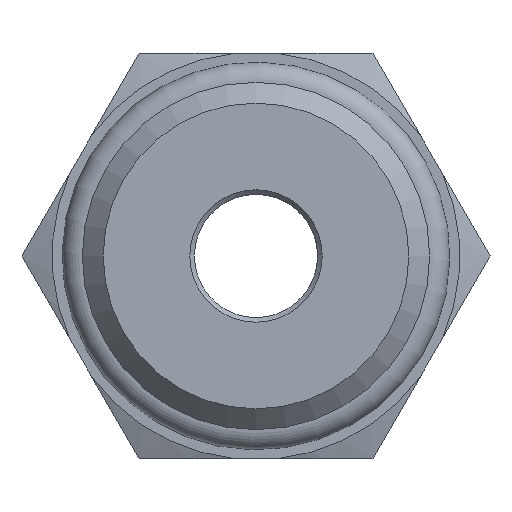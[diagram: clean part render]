
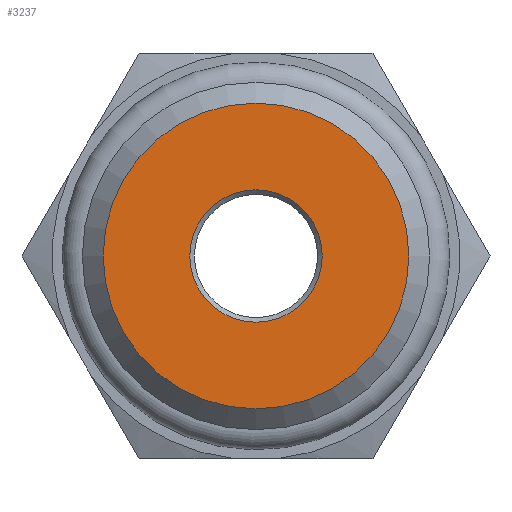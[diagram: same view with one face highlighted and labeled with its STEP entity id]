
A CAD part, left-side view. The second image highlights one B-rep face of the part: STEP entity #3237.
In plain terms, the highlighted face is planar.
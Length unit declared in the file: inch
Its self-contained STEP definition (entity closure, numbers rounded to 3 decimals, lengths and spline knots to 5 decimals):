
#3186=CARTESIAN_POINT('',(0.551,0.143,0.));
#3187=VERTEX_POINT('',#3186);
#3188=CARTESIAN_POINT('',(0.551,0.,0.));
#3189=DIRECTION('',(1.0,0.0,0.0));
#3190=DIRECTION('',(0.0,-1.0,0.0));
#3191=AXIS2_PLACEMENT_3D('',#3188,#3189,#3190);
#3192=CIRCLE('',#3191,0.143);
#3193=EDGE_CURVE('',#3187,#3187,#3192,.T.);
#3218=CARTESIAN_POINT('',(0.551,0.,0.));
#3219=DIRECTION('',(-1.0,0.0,0.0));
#3220=DIRECTION('',(0.0,0.0,1.0));
#3221=AXIS2_PLACEMENT_3D('',#3218,#3219,#3220);
#3222=PLANE('',#3221);
#3223=CARTESIAN_POINT('',(0.551,0.,-0.33));
#3224=VERTEX_POINT('',#3223);
#3225=CARTESIAN_POINT('',(0.551,0.,0.));
#3226=DIRECTION('',(-1.0,0.0,0.0));
#3227=DIRECTION('',(0.0,0.0,1.0));
#3228=AXIS2_PLACEMENT_3D('',#3225,#3226,#3227);
#3229=CIRCLE('',#3228,0.33);
#3230=EDGE_CURVE('',#3224,#3224,#3229,.T.);
#3231=ORIENTED_EDGE('',*,*,#3230,.F.);
#3232=EDGE_LOOP('',(#3231));
#3233=FACE_OUTER_BOUND('',#3232,.T.);
#3234=ORIENTED_EDGE('',*,*,#3193,.F.);
#3235=EDGE_LOOP('',(#3234));
#3236=FACE_BOUND('',#3235,.T.);
#3237=ADVANCED_FACE('',(#3233,#3236),#3222,.F.);
